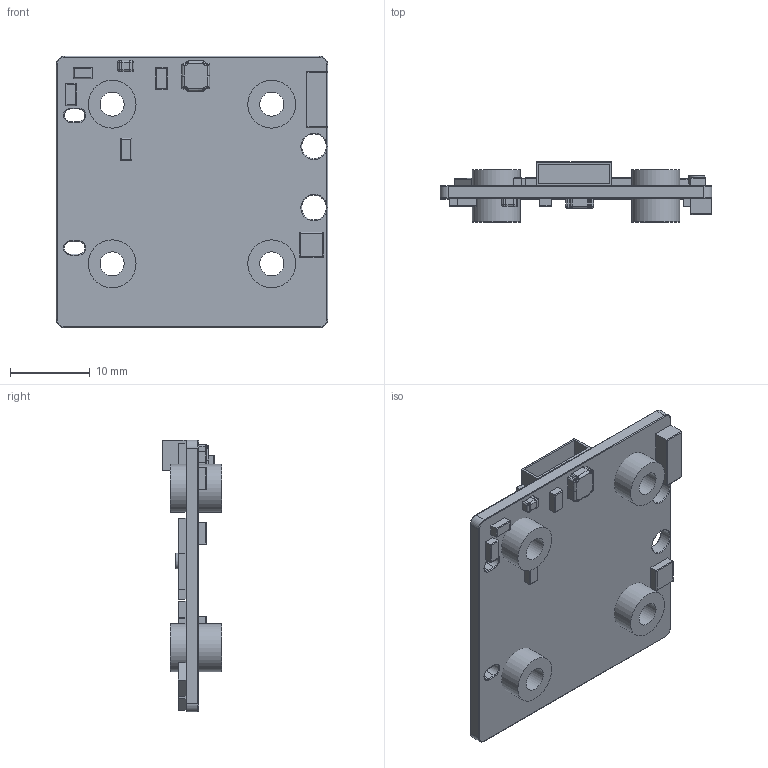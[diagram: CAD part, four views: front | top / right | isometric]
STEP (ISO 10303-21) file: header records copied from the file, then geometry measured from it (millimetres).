
FILE_DESCRIPTION(/* description */ (''),/* implementation_level */ '2;1');
FILE_NAME(/* name */ 'VTX.step',/* time_stamp */ '2022-01-15T16:20:09-06:00',/* author */ (''),/* organization */ (''),/* preprocessor_version */ 'ST-DEVELOPER v18.1',/* originating_system */ 'Autodesk Translation Framework v10.10.0.1391',/* authorisation */ '');
FILE_SCHEMA (('AUTOMOTIVE_DESIGN { 1 0 10303 214 3 1 1 }'));
Length unit declared in the file: millimetre
Products named in the file (1): Untitled
Bounding box: 34 x 7.5 x 34 mm (x, y, z)
Volume: 2544.5 mm3; surface area: 4656 mm2
Topology: 27 solids, 27 shells, 368 faces, 790 edges, 474 vertices
Faces by surface type: plane 170, cylinder 151, torus 34, bspline 9, sphere 4
Full cylindrical faces by diameter (mm): 0.5 x1, 1.7 x1, 2 x1, 3 x4, 3.1 x2, 4 x4, 4.3 x4, 6 x8
Entity records: 10205 total; most frequent: CARTESIAN_POINT 1945, DIRECTION 1799, ORIENTED_EDGE 1564, EDGE_CURVE 782, AXIS2_PLACEMENT_3D 663, VERTEX_POINT 474, LINE 473, VECTOR 473
